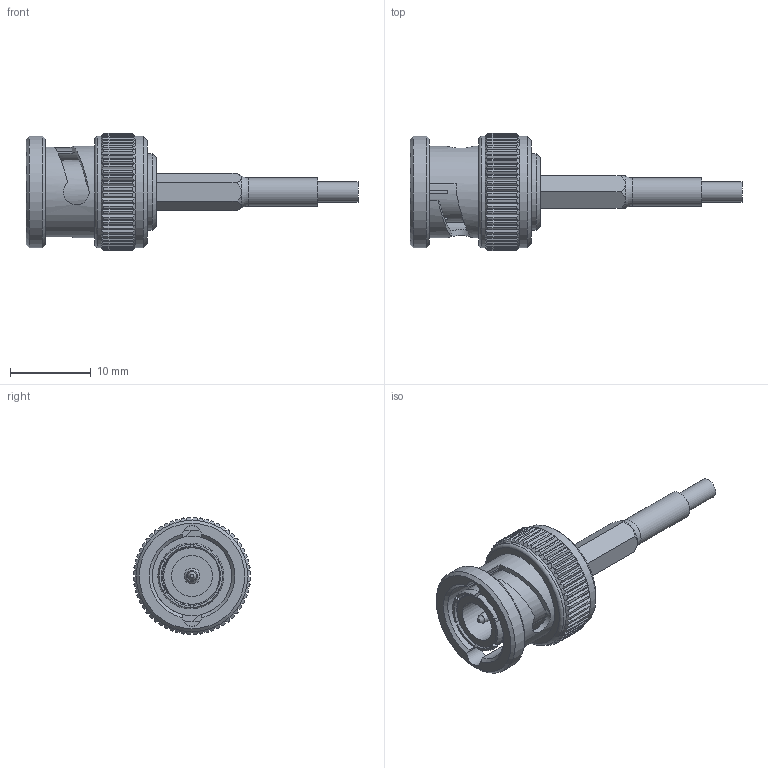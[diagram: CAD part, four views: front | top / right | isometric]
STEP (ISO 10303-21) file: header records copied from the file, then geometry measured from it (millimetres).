
FILE_DESCRIPTION(/* description */ ('STEP AP214'),/* implementation_level */ '2;1');
FILE_NAME(/* name */ 'BNC5-P-C-HN-ST-CA1',/* time_stamp */ '2023-05-02T22:56:00+02:00',/* author */ ('License CC BY-ND 4.0'),/* organization */ ('CADENAS'),/* preprocessor_version */ 'ST-DEVELOPER v19.3',/* originating_system */ 'PARTsolutions',/* authorisation */ ' ');
FILE_SCHEMA (('AUTOMOTIVE_DESIGN {1 0 10303 214 3 1 1}'));
Length unit declared in the file: millimetre
Products named in the file (3): BNC5-P-C-HN-ST-CA1; BNC5-P-C-XX-ST-CA1_PIN; BNC5-P-C-XX-ST-CA1_BODY
Assembly tree (2 placements, depth 2):
  BNC5-P-C-HN-ST-CA1
    BNC5-P-C-XX-ST-CA1_PIN
    BNC5-P-C-XX-ST-CA1_BODY
Bounding box: 41.1 x 14.49 x 14.49 mm (x, y, z)
Volume: 1834.7 mm3; surface area: 2179.9 mm2
Topology: 2 solids, 3 shells, 288 faces, 814 edges, 538 vertices
Faces by surface type: plane 179, cylinder 83, cone 18, torus 8
Full cylindrical faces by diameter (mm): 1.35 x1, 1.95 x2, 2.5 x1, 2.7 x2, 3.5 x1, 5.1 x1, 7.85 x1, 9.5 x1, 9.85 x1, 11.3 x1, 13.8 x3
Entity records: 11527 total; most frequent: CARTESIAN_POINT 2501, ORIENTED_EDGE 1564, DIRECTION 1308, EDGE_CURVE 782, VERTEX_POINT 533, AXIS2_PLACEMENT_3D 519, EDGE_LOOP 325, FACE_BOUND 325
